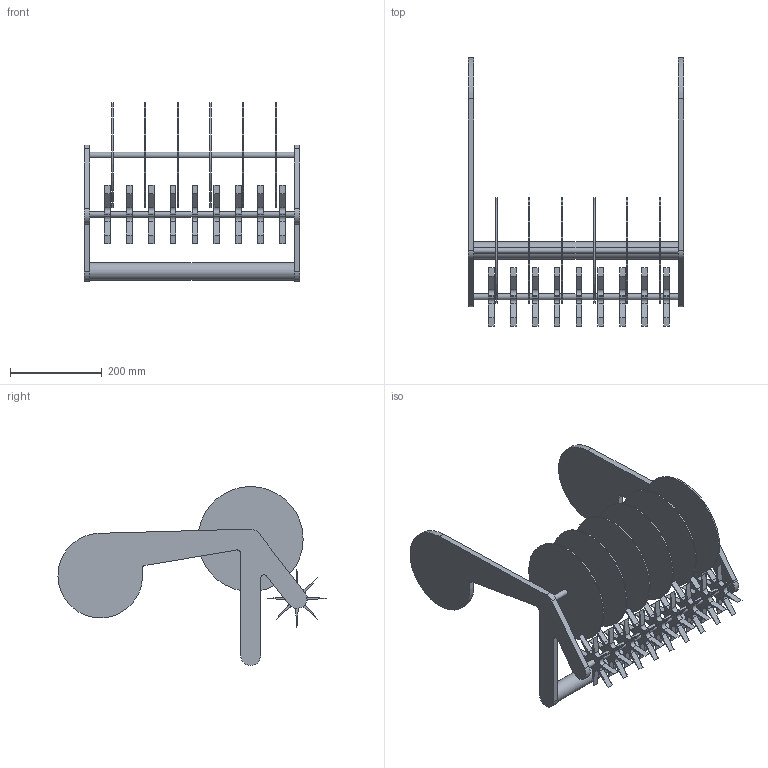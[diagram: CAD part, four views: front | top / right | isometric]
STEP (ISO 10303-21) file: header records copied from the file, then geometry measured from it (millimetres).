
FILE_DESCRIPTION(/* description */ ('STEP AP242','CAx-IF Rec.Pracs.---Representation and Presentation of Product Manufacturing Information (PMI)---4.0---2014-10-13','CAx-IF Rec.Pracs.---3D Tessellated Geometry---0.4---2014-09-14','2;1'),/* implementation_level */ '2;1');
FILE_NAME(/* name */ '67d59bd43d424d4cfc5d9f1f',/* time_stamp */ '2025-03-15T15:25:08Z',/* author */ (''),/* organization */ (''),/* preprocessor_version */ 'ST-DEVELOPER v20',/* originating_system */ 'ONSHAPE BY PTC INC, 1.195',/* authorisation */ ' ');
FILE_SCHEMA (('AP242_MANAGED_MODEL_BASED_3D_ENGINEERING_MIM_LF { 1 0 10303 442 1 1 4 }'));
Length unit declared in the file: metre
Products named in the file (6): Simulation Assembly; Intake spikey doodad; Intake circular doodad; Intake plate; Intake "shaft"; Bottom intake roller
Assembly tree (20 placements, depth 2):
  Simulation Assembly
    Intake spikey doodad  x9
    Intake circular doodad  x6
    Intake plate  x2
    Intake "shaft"  x2
    Bottom intake roller
Bounding box: 469.9 x 583.45 x 389.41 mm (x, y, z)
Volume: 3189134 mm3; surface area: 1015850.5 mm2
Topology: 20 solids, 20 shells, 306 faces, 798 edges, 532 vertices
Faces by surface type: plane 196, cylinder 110
Full cylindrical faces by diameter (mm): 12.7 x17, 38.1 x1, 228.6 x6
Entity records: 1784 total; most frequent: DIRECTION 307, CARTESIAN_POINT 278, ORIENTED_EDGE 242, EDGE_CURVE 121, AXIS2_PLACEMENT_3D 113, VERTEX_POINT 84, LINE 81, VECTOR 81
